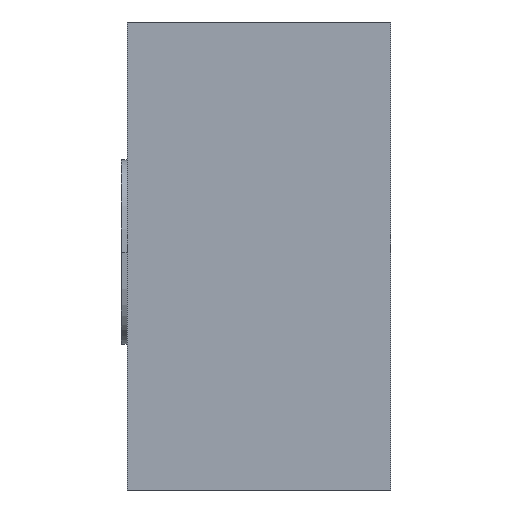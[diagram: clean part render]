
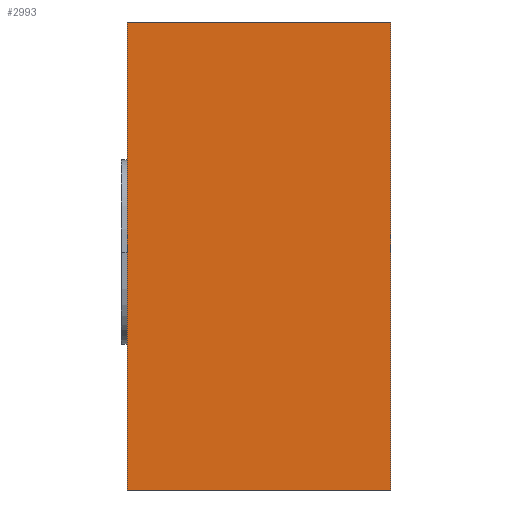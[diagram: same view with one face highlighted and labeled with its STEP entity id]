
A CAD part, left-side view. The second image highlights one B-rep face of the part: STEP entity #2993.
In plain terms, the highlighted planar face has unit normal (-1, 0, 0).
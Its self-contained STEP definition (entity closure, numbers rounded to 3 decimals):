
#36 = DIRECTION ( 'NONE',  ( 0., -1., 0. ) ) ;
#533 = ORIENTED_EDGE ( 'NONE', *, *, #575, .F. ) ;
#551 = ORIENTED_EDGE ( 'NONE', *, *, #4467, .T. ) ;
#575 = EDGE_CURVE ( 'NONE', #1415, #6259, #3700, .T. ) ;
#641 = VECTOR ( 'NONE', #756, 1000. ) ;
#756 = DIRECTION ( 'NONE',  ( 0., 0., 1. ) ) ;
#1043 = LINE ( 'NONE', #2111, #3841 ) ;
#1127 = LINE ( 'NONE', #1660, #1671 ) ;
#1226 = EDGE_LOOP ( 'NONE', ( #5869, #551, #2432, #533 ) ) ;
#1277 = CARTESIAN_POINT ( 'NONE',  ( -0.8, -0.215, 0. ) ) ;
#1415 = VERTEX_POINT ( 'NONE', #1631 ) ;
#1631 = CARTESIAN_POINT ( 'NONE',  ( -0.8, 0.235, 0.8 ) ) ;
#1660 = CARTESIAN_POINT ( 'NONE',  ( -0.8, -0.215, -0.515 ) ) ;
#1671 = VECTOR ( 'NONE', #4885, 1000. ) ;
#2109 = EDGE_CURVE ( 'NONE', #3493, #1415, #5725, .T. ) ;
#2111 = CARTESIAN_POINT ( 'NONE',  ( -0.8, 0.235, 0. ) ) ;
#2390 = VERTEX_POINT ( 'NONE', #1277 ) ;
#2432 = ORIENTED_EDGE ( 'NONE', *, *, #3291, .T. ) ;
#2993 = ADVANCED_FACE ( 'NONE', ( #5848 ), #6337, .T. ) ;
#3291 = EDGE_CURVE ( 'NONE', #2390, #6259, #1127, .T. ) ;
#3471 = CARTESIAN_POINT ( 'NONE',  ( -0.8, 0.235, -0.515 ) ) ;
#3493 = VERTEX_POINT ( 'NONE', #4625 ) ;
#3700 = LINE ( 'NONE', #5936, #6236 ) ;
#3770 = DIRECTION ( 'NONE',  ( 0., -1., 0. ) ) ;
#3841 = VECTOR ( 'NONE', #36, 1000. ) ;
#4065 = CARTESIAN_POINT ( 'NONE',  ( -0.8, -0.215, 0.8 ) ) ;
#4467 = EDGE_CURVE ( 'NONE', #3493, #2390, #1043, .T. ) ;
#4625 = CARTESIAN_POINT ( 'NONE',  ( -0.8, 0.235, 0. ) ) ;
#4885 = DIRECTION ( 'NONE',  ( 0., 0., 1. ) ) ;
#5194 = DIRECTION ( 'NONE',  ( -1., 0., 0. ) ) ;
#5444 = AXIS2_PLACEMENT_3D ( 'NONE', #5736, #5194, #6273 ) ;
#5725 = LINE ( 'NONE', #3471, #641 ) ;
#5736 = CARTESIAN_POINT ( 'NONE',  ( -0.8, 0.235, -0.515 ) ) ;
#5848 = FACE_OUTER_BOUND ( 'NONE', #1226, .T. ) ;
#5869 = ORIENTED_EDGE ( 'NONE', *, *, #2109, .F. ) ;
#5936 = CARTESIAN_POINT ( 'NONE',  ( -0.8, 0.235, 0.8 ) ) ;
#6236 = VECTOR ( 'NONE', #3770, 1000. ) ;
#6259 = VERTEX_POINT ( 'NONE', #4065 ) ;
#6273 = DIRECTION ( 'NONE',  ( 0., -1., 0. ) ) ;
#6337 = PLANE ( 'NONE',  #5444 ) ;
